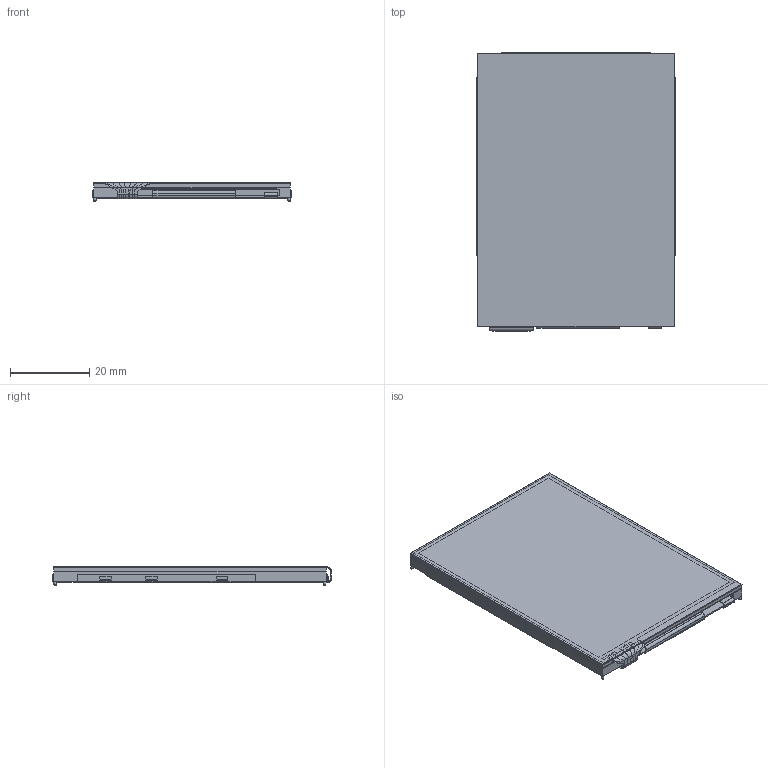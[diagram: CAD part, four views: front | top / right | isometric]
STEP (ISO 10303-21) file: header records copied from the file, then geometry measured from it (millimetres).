
FILE_DESCRIPTION(/* description */ ('FreeCAD Model'),/* implementation_level */ '2;1');
FILE_NAME(/* name */ 'LCD-320x240.step',/* time_stamp */ '2025-12-24T11:37:13+01:00',/* author */ (''),/* organization */ (''),/* preprocessor_version */ 'ST-DEVELOPER v20.1',/* originating_system */ 'Autodesk Translation Framework v14.21.0.0',/* authorisation */ '');
FILE_SCHEMA (('AUTOMOTIVE_DESIGN { 1 0 10303 214 3 1 1 }'));
Length unit declared in the file: millimetre
Products named in the file (20): 2.8''LCD_MSP2807; Display and Touchscreen; Display; frame; metal bandage; tft; tft_cable; light_shelf; main_shelf; tft_matrix; tft_board; screen; screen_film; screen_glass; Touchscreen; touch_routs; touch_protect; touch_cable; touch_cable_contacts; touch_cable_film
Assembly tree (19 placements, depth 6):
  2.8''LCD_MSP2807
    Display and Touchscreen
      Display
        frame
        metal bandage
        tft
          tft_cable
            light_shelf
            main_shelf
          tft_matrix
          tft_board
        screen
          screen_film
          screen_glass
      Touchscreen
        touch_routs
        touch_protect
        touch_cable
          touch_cable_contacts
          touch_cable_film
Bounding box: 50.06 x 70.33 x 4.77 mm (x, y, z)
Volume: 11185 mm3; surface area: 41477.1 mm2
Topology: 12 solids, 12 shells, 588 faces, 1454 edges, 914 vertices
Faces by surface type: plane 500, cylinder 62, bspline 26
Full cylindrical faces by diameter (mm): 0.58 x4
Entity records: 25057 total; most frequent: CARTESIAN_POINT 10610, ORIENTED_EDGE 2908, DIRECTION 2780, EDGE_CURVE 1454, LINE 1242, VECTOR 1242, VERTEX_POINT 914, AXIS2_PLACEMENT_3D 769
